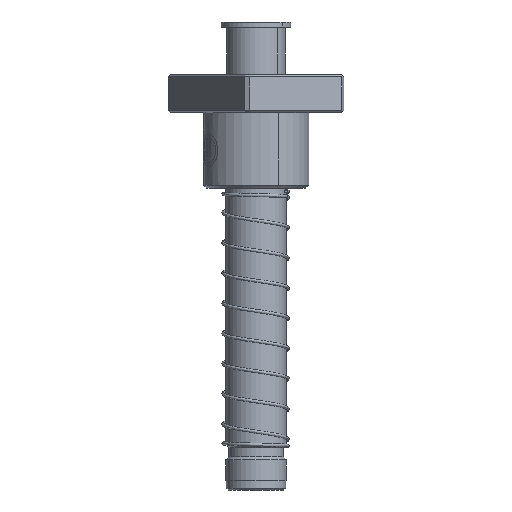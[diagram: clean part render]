
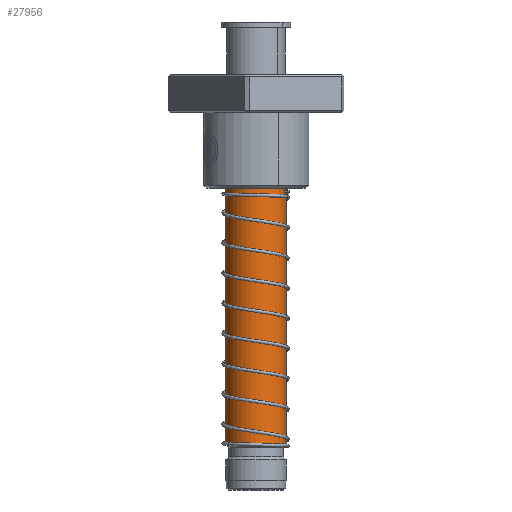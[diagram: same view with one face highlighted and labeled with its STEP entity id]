
A CAD part, front view. The second image highlights one B-rep face of the part: STEP entity #27956.
In plain terms, the highlighted cylindrical face has radius 16 mm (diameter 32 mm), a partial arc.
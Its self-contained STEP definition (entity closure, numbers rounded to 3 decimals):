
#801 = CARTESIAN_POINT ( 'NONE',  ( 16., 0., 24. ) ) ;
#993 = ORIENTED_EDGE ( 'NONE', *, *, #10902, .F. ) ;
#1456 = DIRECTION ( 'NONE',  ( 0., 0., -1. ) ) ;
#3685 = AXIS2_PLACEMENT_3D ( 'NONE', #31430, #14925, #20574 ) ;
#3938 = VERTEX_POINT ( 'NONE', #801 ) ;
#4310 = DIRECTION ( 'NONE',  ( 0., 0., -1. ) ) ;
#6305 = EDGE_CURVE ( 'NONE', #23519, #32201, #19951, .T. ) ;
#6419 = CARTESIAN_POINT ( 'NONE',  ( -16., 0., 220. ) ) ;
#9171 = DIRECTION ( 'NONE',  ( 0., 0., -1. ) ) ;
#9300 = EDGE_LOOP ( 'NONE', ( #10938, #13631, #16267, #993 ) ) ;
#10902 = EDGE_CURVE ( 'NONE', #3938, #29983, #11092, .T. ) ;
#10938 = ORIENTED_EDGE ( 'NONE', *, *, #32885, .F. ) ;
#11092 = CIRCLE ( 'NONE', #27099, 16. ) ;
#13631 = ORIENTED_EDGE ( 'NONE', *, *, #6305, .T. ) ;
#14576 = VECTOR ( 'NONE', #9171, 1000. ) ;
#14925 = DIRECTION ( 'NONE',  ( 0., 0., -1. ) ) ;
#15062 = FACE_OUTER_BOUND ( 'NONE', #9300, .T. ) ;
#15209 = DIRECTION ( 'NONE',  ( 0., 0., -1. ) ) ;
#15435 = CARTESIAN_POINT ( 'NONE',  ( -16., 0., 24. ) ) ;
#16267 = ORIENTED_EDGE ( 'NONE', *, *, #17801, .T. ) ;
#17801 = EDGE_CURVE ( 'NONE', #32201, #29983, #31849, .T. ) ;
#18394 = CARTESIAN_POINT ( 'NONE',  ( 0., 0., 24. ) ) ;
#19757 = CYLINDRICAL_SURFACE ( 'NONE', #33489, 16. ) ;
#19951 = CIRCLE ( 'NONE', #3685, 16. ) ;
#20574 = DIRECTION ( 'NONE',  ( 1., 0., 0. ) ) ;
#20606 = CARTESIAN_POINT ( 'NONE',  ( 0., 0., 220. ) ) ;
#20860 = CARTESIAN_POINT ( 'NONE',  ( 16., 0., 220. ) ) ;
#23367 = DIRECTION ( 'NONE',  ( -1., 0., 0. ) ) ;
#23519 = VERTEX_POINT ( 'NONE', #29564 ) ;
#25745 = CARTESIAN_POINT ( 'NONE',  ( -16., 0., 217.5 ) ) ;
#26358 = DIRECTION ( 'NONE',  ( -1., 0., 0. ) ) ;
#27099 = AXIS2_PLACEMENT_3D ( 'NONE', #18394, #4310, #26358 ) ;
#27438 = LINE ( 'NONE', #20860, #31302 ) ;
#27956 = ADVANCED_FACE ( 'NONE', ( #15062 ), #19757, .T. ) ;
#29564 = CARTESIAN_POINT ( 'NONE',  ( 16., 0., 217.5 ) ) ;
#29983 = VERTEX_POINT ( 'NONE', #15435 ) ;
#31302 = VECTOR ( 'NONE', #1456, 1000. ) ;
#31430 = CARTESIAN_POINT ( 'NONE',  ( 0., 0., 217.5 ) ) ;
#31849 = LINE ( 'NONE', #6419, #14576 ) ;
#32201 = VERTEX_POINT ( 'NONE', #25745 ) ;
#32885 = EDGE_CURVE ( 'NONE', #23519, #3938, #27438, .T. ) ;
#33489 = AXIS2_PLACEMENT_3D ( 'NONE', #20606, #15209, #23367 ) ;
